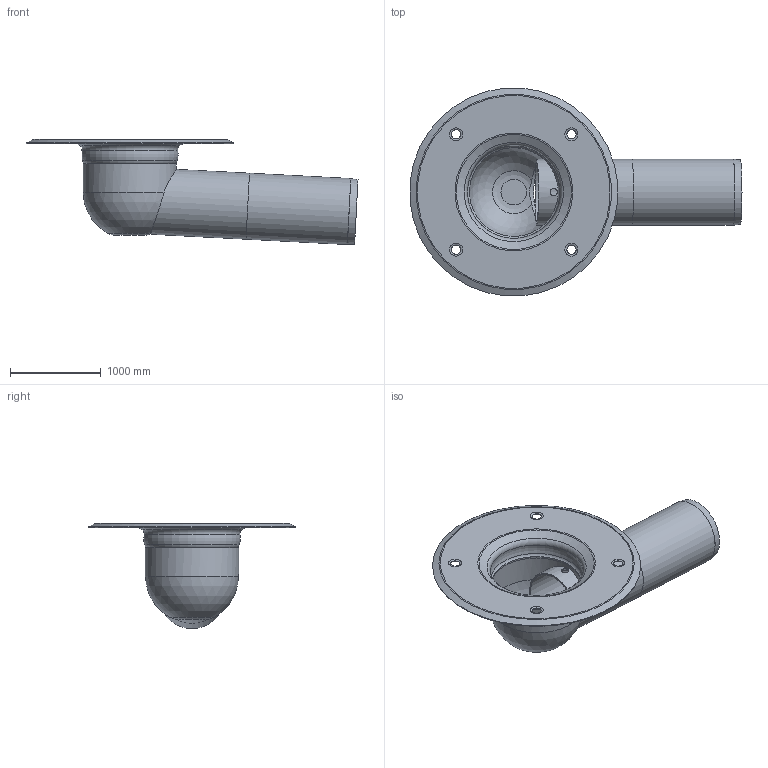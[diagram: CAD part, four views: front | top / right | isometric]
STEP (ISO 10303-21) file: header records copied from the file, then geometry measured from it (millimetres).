
FILE_DESCRIPTION(/* description */ (''),/* implementation_level */ '2;1');
FILE_NAME(/* name */ '15479.070X_3D.stp',/* time_stamp */ '2025-03-12T08:19:35+01:00',/* author */ ('c.rudolph'),/* organization */ (''),/* preprocessor_version */ 'ST-DEVELOPER v20',/* originating_system */ 'AutoCAD Mechanical',/* authorisation */ '');
FILE_SCHEMA (('AUTOMOTIVE_DESIGN { 1 0 10303 214 3 1 1 }'));
Length unit declared in the file: centimetre
Products named in the file (2): Product; *S0
Assembly tree (1 placements, depth 2):
  Product
    *S0
Bounding box: 3664.2 x 2291.25 x 1160.29 mm (x, y, z)
Volume: 172657967.7 mm3; surface area: 22775215.5 mm2
Topology: 4 solids, 4 shells, 61 faces, 151 edges, 98 vertices
Faces by surface type: torus 20, cone 20, cylinder 9, plane 8, bspline 2, sphere 2
Full cylindrical faces by diameter (mm): 80 x1, 698 x2, 730 x3, 980 x1, 1000 x1, 1030 x1
Entity records: 2415 total; most frequent: CARTESIAN_POINT 814, DIRECTION 363, ORIENTED_EDGE 298, AXIS2_PLACEMENT_3D 166, EDGE_CURVE 149, CIRCLE 104, VERTEX_POINT 94, EDGE_LOOP 77
